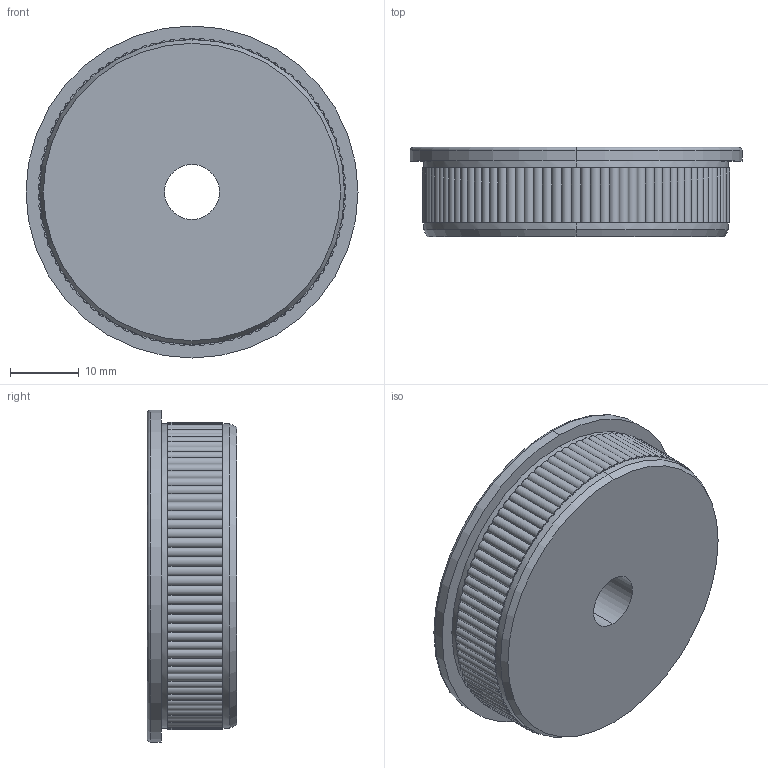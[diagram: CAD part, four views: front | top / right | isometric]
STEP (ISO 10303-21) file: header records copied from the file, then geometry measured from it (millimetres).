
FILE_DESCRIPTION (( 'STEP AP203' ), '1' );
FILE_NAME ('3D_GC2032_48.3_188685516.STEP', '2024-10-02T12:10:37', ( '' ), ( '' ), 'SwSTEP 2.0', 'SolidWorks 2024', '' );
FILE_SCHEMA (( 'CONFIG_CONTROL_DESIGN' ));
Length unit declared in the file: millimetre
Products named in the file (1): 3D_GC2032_48.3_188685516
Bounding box: 48.3 x 13 x 48.3 mm (x, y, z)
Volume: 19970.8 mm3; surface area: 5964 mm2
Topology: 1 solids, 1 shells, 544 faces, 1225 edges, 684 vertices
Faces by surface type: plane 395, cylinder 143, cone 4, torus 2
Entity records: 15464 total; most frequent: DIRECTION 3393, CARTESIAN_POINT 2454, ORIENTED_EDGE 2450, AXIS2_PLACEMENT_3D 1623, EDGE_CURVE 1225, CIRCLE 1078, VERTEX_POINT 684, EDGE_LOOP 547
